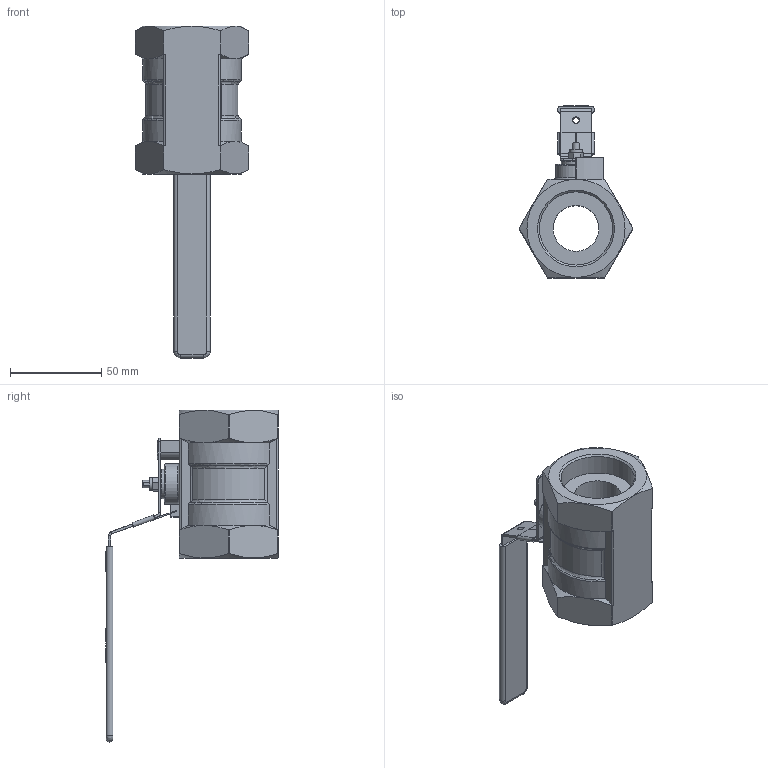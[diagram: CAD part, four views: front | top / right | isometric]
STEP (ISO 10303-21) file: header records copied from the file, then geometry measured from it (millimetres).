
FILE_DESCRIPTION(/* description */ (''),/* implementation_level */ '2;1');
FILE_NAME(/* name */ 'DN40_3D_STEP.stp',/* time_stamp */ '2025-08-06T01:07:42+03:00',/* author */ ('igorr'),/* organization */ (''),/* preprocessor_version */ 'ST-DEVELOPER v20',/* originating_system */ 'Autodesk Inventor 2025',/* authorisation */ '');
FILE_SCHEMA (('AUTOMOTIVE_DESIGN { 1 0 10303 214 3 1 1 }'));
Length unit declared in the file: millimetre
Products named in the file (5): Сборка1; Деталь1; Деталь2; CNS 4314 - M 4; Деталь3
Assembly tree (4 placements, depth 2):
  Сборка1
    Деталь1
    Деталь2
    CNS 4314 - M 4
    Деталь3
Bounding box: 62.23 x 94.12 x 181.5 mm (x, y, z)
Volume: 151377.1 mm3; surface area: 36965.9 mm2
Topology: 4 solids, 4 shells, 430 faces, 1107 edges, 710 vertices
Faces by surface type: plane 202, cylinder 90, bspline 85, cone 28, torus 17, sphere 8
Full cylindrical faces by diameter (mm): 3.242 x1, 3.743 x1, 4.991 x1, 7 x1, 16 x1, 22 x1, 25 x1, 40 x2
Entity records: 15260 total; most frequent: CARTESIAN_POINT 4920, ORIENTED_EDGE 2206, DIRECTION 1731, EDGE_CURVE 1103, VERTEX_POINT 710, LINE 591, VECTOR 591, AXIS2_PLACEMENT_3D 570
